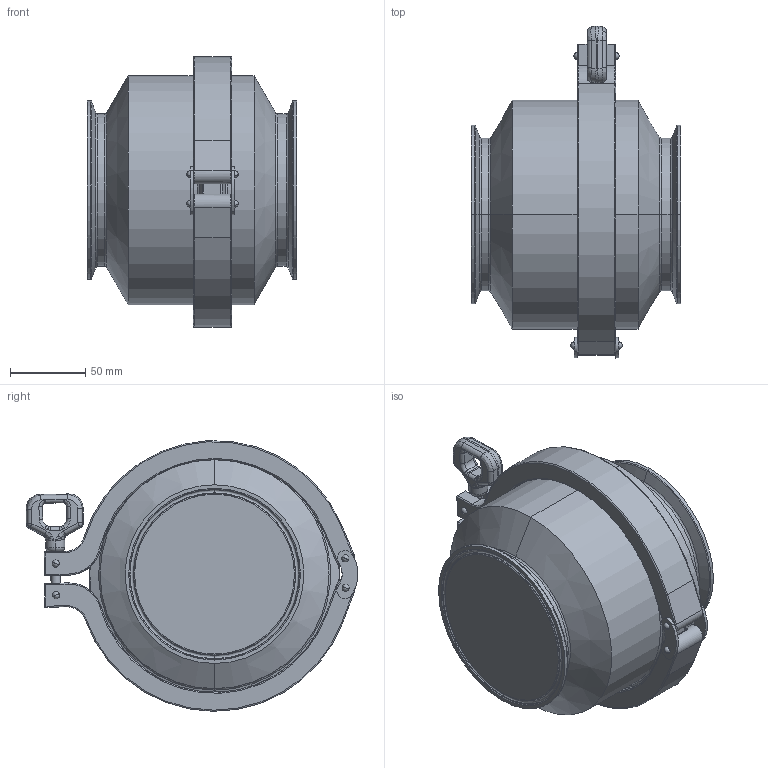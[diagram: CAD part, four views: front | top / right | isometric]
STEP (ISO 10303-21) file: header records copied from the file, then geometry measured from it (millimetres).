
FILE_DESCRIPTION (( 'STEP AP214' ), '1' );
FILE_NAME ('DSV 4 150 Vertical.STEP', '2014-10-15T12:58:21', ( '' ), ( '' ), 'SwSTEP 2.0', 'SolidWorks 2013', '' );
FILE_SCHEMA (( 'AUTOMOTIVE_DESIGN' ));
Length unit declared in the file: inch
Products named in the file (1): DSV 4 150 Vertical
Bounding box: 139.7 x 220.86 x 180.09 mm (x, y, z)
Volume: 2343028.7 mm3; surface area: 145673.5 mm2
Topology: 1 solids, 1 shells, 349 faces, 886 edges, 509 vertices
Faces by surface type: cylinder 117, torus 79, plane 56, bspline 47, cone 25, sphere 25
Entity records: 15001 total; most frequent: CARTESIAN_POINT 4235, DIRECTION 1704, ORIENTED_EDGE 1674, EDGE_CURVE 837, AXIS2_PLACEMENT_3D 728, VERTEX_POINT 489, CIRCLE 425, EDGE_LOOP 366
